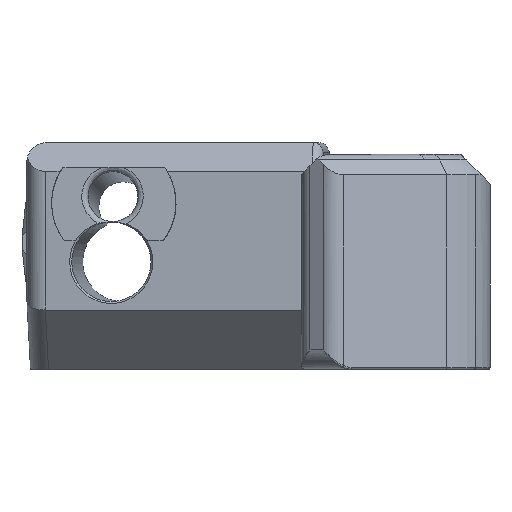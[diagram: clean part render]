
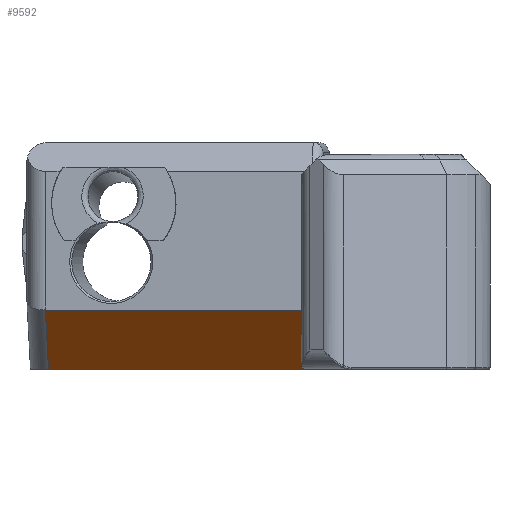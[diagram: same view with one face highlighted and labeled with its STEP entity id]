
A CAD part, left-side view. The second image highlights one B-rep face of the part: STEP entity #9592.
In plain terms, the highlighted planar face has unit normal (-0.706, 0.037, -0.707).
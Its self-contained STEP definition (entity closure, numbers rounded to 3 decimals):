
#7144 = CYLINDRICAL_SURFACE('',#7145,0.5);
#7145 = AXIS2_PLACEMENT_3D('',#7146,#7147,#7148);
#7146 = CARTESIAN_POINT('',(-188.95,176.783,
    1.51));
#7147 = DIRECTION('',(0.706,-0.037,
    -0.707));
#7148 = DIRECTION('',(-0.536,-0.68,-0.5));
#7194 = PLANE('',#7195);
#7195 = AXIS2_PLACEMENT_3D('',#7196,#7197,#7198);
#7196 = CARTESIAN_POINT('',(-175.218,185.576,
    0.));
#7197 = DIRECTION('',(0.,0.,1.));
#7198 = DIRECTION('',(0.999,-0.052,
    0.));
#7765 = VERTEX_POINT('',#7766);
#7766 = CARTESIAN_POINT('',(-191.194,176.9,3.05));
#7802 = PLANE('',#7803);
#7803 = AXIS2_PLACEMENT_3D('',#7804,#7805,#7806);
#7804 = CARTESIAN_POINT('',(-190.697,186.387,5.55));
#7805 = DIRECTION('',(-0.999,0.052,
    0.));
#7806 = DIRECTION('',(0.,0.,1.));
#7884 = EDGE_CURVE('',#7765,#7885,#7887,.T.);
#7885 = VERTEX_POINT('',#7886);
#7886 = CARTESIAN_POINT('',(-188.148,176.741,
    0.));
#7887 = SURFACE_CURVE('',#7888,(#7892,#7921),.PCURVE_S1.);
#7888 = LINE('',#7889,#7890);
#7889 = CARTESIAN_POINT('',(-189.303,176.801,
    1.157));
#7890 = VECTOR('',#7891,1.);
#7891 = DIRECTION('',(0.706,-0.037,
    -0.707));
#7892 = PCURVE('',#7144,#7893);
#7893 = DEFINITIONAL_REPRESENTATION('',(#7894),#7920);
#7894 = B_SPLINE_CURVE_WITH_KNOTS('',3,(#7895,#7896,#7897,#7898,#7899,
    #7900,#7901,#7902,#7903,#7904,#7905,#7906,#7907,#7908,#7909,#7910,
    #7911,#7912,#7913,#7914,#7915,#7916,#7917,#7918,#7919),
  .UNSPECIFIED.,.F.,.F.,(4,1,1,1,1,1,1,1,1,1,1,1,1,1,1,1,1,1,1,1,1,1,4),
  (-2.678,-2.482,-2.286,-2.09,
    -1.894,-1.697,-1.501,-1.305,
    -1.109,-0.913,-0.717,-0.521,
    -0.325,-0.129,0.067,0.263,
    0.459,0.655,0.851,1.047,
    1.243,1.44,1.636),.UNSPECIFIED.);
#7895 = CARTESIAN_POINT('',(0.785,-2.678));
#7896 = CARTESIAN_POINT('',(0.785,-2.612));
#7897 = CARTESIAN_POINT('',(0.785,-2.482));
#7898 = CARTESIAN_POINT('',(0.785,-2.286));
#7899 = CARTESIAN_POINT('',(0.785,-2.09));
#7900 = CARTESIAN_POINT('',(0.785,-1.894));
#7901 = CARTESIAN_POINT('',(0.785,-1.697));
#7902 = CARTESIAN_POINT('',(0.785,-1.501));
#7903 = CARTESIAN_POINT('',(0.785,-1.305));
#7904 = CARTESIAN_POINT('',(0.785,-1.109));
#7905 = CARTESIAN_POINT('',(0.785,-0.913));
#7906 = CARTESIAN_POINT('',(0.785,-0.717));
#7907 = CARTESIAN_POINT('',(0.785,-0.521));
#7908 = CARTESIAN_POINT('',(0.785,-0.325));
#7909 = CARTESIAN_POINT('',(0.785,-0.129));
#7910 = CARTESIAN_POINT('',(0.785,0.067));
#7911 = CARTESIAN_POINT('',(0.785,0.263));
#7912 = CARTESIAN_POINT('',(0.785,0.459));
#7913 = CARTESIAN_POINT('',(0.785,0.655));
#7914 = CARTESIAN_POINT('',(0.785,0.851));
#7915 = CARTESIAN_POINT('',(0.785,1.047));
#7916 = CARTESIAN_POINT('',(0.785,1.243));
#7917 = CARTESIAN_POINT('',(0.785,1.44));
#7918 = CARTESIAN_POINT('',(0.785,1.57));
#7919 = CARTESIAN_POINT('',(0.785,1.636));
#7920 = ( GEOMETRIC_REPRESENTATION_CONTEXT(2) 
PARAMETRIC_REPRESENTATION_CONTEXT() REPRESENTATION_CONTEXT('2D SPACE',''
  ) );
#7921 = PCURVE('',#7922,#7927);
#7922 = PLANE('',#7923);
#7923 = AXIS2_PLACEMENT_3D('',#7924,#7925,#7926);
#7924 = CARTESIAN_POINT('',(-189.199,186.309,1.55));
#7925 = DIRECTION('',(-0.706,0.037,
    -0.707));
#7926 = DIRECTION('',(-0.706,0.037,0.707
    ));
#7927 = DEFINITIONAL_REPRESENTATION('',(#7928),#7932);
#7928 = LINE('',#7929,#7930);
#7929 = CARTESIAN_POINT('',(-0.556,-9.5));
#7930 = VECTOR('',#7931,1.);
#7931 = DIRECTION('',(-1.,0.));
#7932 = ( GEOMETRIC_REPRESENTATION_CONTEXT(2) 
PARAMETRIC_REPRESENTATION_CONTEXT() REPRESENTATION_CONTEXT('2D SPACE',''
  ) );
#7986 = VERTEX_POINT('',#7987);
#7987 = CARTESIAN_POINT('',(-187.431,190.422,
    0.));
#8002 = CYLINDRICAL_SURFACE('',#8003,1.);
#8003 = AXIS2_PLACEMENT_3D('',#8004,#8005,#8006);
#8004 = CARTESIAN_POINT('',(-185.777,190.335,
    -0.243));
#8005 = DIRECTION('',(-0.706,0.037,0.707
    ));
#8006 = DIRECTION('',(-0.462,0.732,-0.5));
#8189 = EDGE_CURVE('',#7986,#7885,#8190,.T.);
#8190 = SURFACE_CURVE('',#8191,(#8195,#8202),.PCURVE_S1.);
#8191 = LINE('',#8192,#8193);
#8192 = CARTESIAN_POINT('',(-187.651,186.228,
    0.));
#8193 = VECTOR('',#8194,1.);
#8194 = DIRECTION('',(-0.052,-0.999,
    0.));
#8195 = PCURVE('',#7194,#8196);
#8196 = DEFINITIONAL_REPRESENTATION('',(#8197),#8201);
#8197 = LINE('',#8198,#8199);
#8198 = CARTESIAN_POINT('',(-12.45,0.));
#8199 = VECTOR('',#8200,1.);
#8200 = DIRECTION('',(0.,-1.));
#8201 = ( GEOMETRIC_REPRESENTATION_CONTEXT(2) 
PARAMETRIC_REPRESENTATION_CONTEXT() REPRESENTATION_CONTEXT('2D SPACE',''
  ) );
#8202 = PCURVE('',#7922,#8203);
#8203 = DEFINITIONAL_REPRESENTATION('',(#8204),#8208);
#8204 = LINE('',#8205,#8206);
#8205 = CARTESIAN_POINT('',(-2.192,0.));
#8206 = VECTOR('',#8207,1.);
#8207 = DIRECTION('',(0.,-1.));
#8208 = ( GEOMETRIC_REPRESENTATION_CONTEXT(2) 
PARAMETRIC_REPRESENTATION_CONTEXT() REPRESENTATION_CONTEXT('2D SPACE',''
  ) );
#9330 = VERTEX_POINT('',#9331);
#9331 = CARTESIAN_POINT('',(-190.477,190.581,3.05));
#9374 = EDGE_CURVE('',#9330,#7765,#9375,.T.);
#9375 = SURFACE_CURVE('',#9376,(#9380,#9387),.PCURVE_S1.);
#9376 = LINE('',#9377,#9378);
#9377 = CARTESIAN_POINT('',(-190.697,186.387,3.05));
#9378 = VECTOR('',#9379,1.);
#9379 = DIRECTION('',(-0.052,-0.999,0.));
#9380 = PCURVE('',#7802,#9381);
#9381 = DEFINITIONAL_REPRESENTATION('',(#9382),#9386);
#9382 = LINE('',#9383,#9384);
#9383 = CARTESIAN_POINT('',(-2.5,0.));
#9384 = VECTOR('',#9385,1.);
#9385 = DIRECTION('',(0.,-1.));
#9386 = ( GEOMETRIC_REPRESENTATION_CONTEXT(2) 
PARAMETRIC_REPRESENTATION_CONTEXT() REPRESENTATION_CONTEXT('2D SPACE',''
  ) );
#9387 = PCURVE('',#7922,#9388);
#9388 = DEFINITIONAL_REPRESENTATION('',(#9389),#9393);
#9389 = LINE('',#9390,#9391);
#9390 = CARTESIAN_POINT('',(2.121,0.));
#9391 = VECTOR('',#9392,1.);
#9392 = DIRECTION('',(0.,-1.));
#9393 = ( GEOMETRIC_REPRESENTATION_CONTEXT(2) 
PARAMETRIC_REPRESENTATION_CONTEXT() REPRESENTATION_CONTEXT('2D SPACE',''
  ) );
#9592 = ADVANCED_FACE('',(#9593),#7922,.T.);
#9593 = FACE_BOUND('',#9594,.T.);
#9594 = EDGE_LOOP('',(#9595,#9638,#9639,#9640));
#9595 = ORIENTED_EDGE('',*,*,#9596,.F.);
#9596 = EDGE_CURVE('',#7986,#9330,#9597,.T.);
#9597 = SURFACE_CURVE('',#9598,(#9602,#9609),.PCURVE_S1.);
#9598 = LINE('',#9599,#9600);
#9599 = CARTESIAN_POINT('',(-186.483,190.372,-0.95));
#9600 = VECTOR('',#9601,1.);
#9601 = DIRECTION('',(-0.706,0.037,0.707
    ));
#9602 = PCURVE('',#7922,#9603);
#9603 = DEFINITIONAL_REPRESENTATION('',(#9604),#9608);
#9604 = LINE('',#9605,#9606);
#9605 = CARTESIAN_POINT('',(-3.536,4.2));
#9606 = VECTOR('',#9607,1.);
#9607 = DIRECTION('',(1.,0.));
#9608 = ( GEOMETRIC_REPRESENTATION_CONTEXT(2) 
PARAMETRIC_REPRESENTATION_CONTEXT() REPRESENTATION_CONTEXT('2D SPACE',''
  ) );
#9609 = PCURVE('',#8002,#9610);
#9610 = DEFINITIONAL_REPRESENTATION('',(#9611),#9637);
#9611 = B_SPLINE_CURVE_WITH_KNOTS('',3,(#9612,#9613,#9614,#9615,#9616,
    #9617,#9618,#9619,#9620,#9621,#9622,#9623,#9624,#9625,#9626,#9627,
    #9628,#9629,#9630,#9631,#9632,#9633,#9634,#9635,#9636),
  .UNSPECIFIED.,.F.,.F.,(4,1,1,1,1,1,1,1,1,1,1,1,1,1,1,1,1,1,1,1,1,1,4),
  (1.344,1.54,1.736,1.932,
    2.128,2.324,2.52,2.716,
    2.912,3.108,3.304,3.5,
    3.696,3.892,4.088,4.284,
    4.48,4.677,4.873,5.069,
    5.265,5.461,5.657),.QUASI_UNIFORM_KNOTS.);
#9612 = CARTESIAN_POINT('',(0.785,1.344));
#9613 = CARTESIAN_POINT('',(0.785,1.409));
#9614 = CARTESIAN_POINT('',(0.785,1.54));
#9615 = CARTESIAN_POINT('',(0.785,1.736));
#9616 = CARTESIAN_POINT('',(0.785,1.932));
#9617 = CARTESIAN_POINT('',(0.785,2.128));
#9618 = CARTESIAN_POINT('',(0.785,2.324));
#9619 = CARTESIAN_POINT('',(0.785,2.52));
#9620 = CARTESIAN_POINT('',(0.785,2.716));
#9621 = CARTESIAN_POINT('',(0.785,2.912));
#9622 = CARTESIAN_POINT('',(0.785,3.108));
#9623 = CARTESIAN_POINT('',(0.785,3.304));
#9624 = CARTESIAN_POINT('',(0.785,3.5));
#9625 = CARTESIAN_POINT('',(0.785,3.696));
#9626 = CARTESIAN_POINT('',(0.785,3.892));
#9627 = CARTESIAN_POINT('',(0.785,4.088));
#9628 = CARTESIAN_POINT('',(0.785,4.284));
#9629 = CARTESIAN_POINT('',(0.785,4.48));
#9630 = CARTESIAN_POINT('',(0.785,4.677));
#9631 = CARTESIAN_POINT('',(0.785,4.873));
#9632 = CARTESIAN_POINT('',(0.785,5.069));
#9633 = CARTESIAN_POINT('',(0.785,5.265));
#9634 = CARTESIAN_POINT('',(0.785,5.461));
#9635 = CARTESIAN_POINT('',(0.785,5.592));
#9636 = CARTESIAN_POINT('',(0.785,5.657));
#9637 = ( GEOMETRIC_REPRESENTATION_CONTEXT(2) 
PARAMETRIC_REPRESENTATION_CONTEXT() REPRESENTATION_CONTEXT('2D SPACE',''
  ) );
#9638 = ORIENTED_EDGE('',*,*,#8189,.T.);
#9639 = ORIENTED_EDGE('',*,*,#7884,.F.);
#9640 = ORIENTED_EDGE('',*,*,#9374,.F.);
